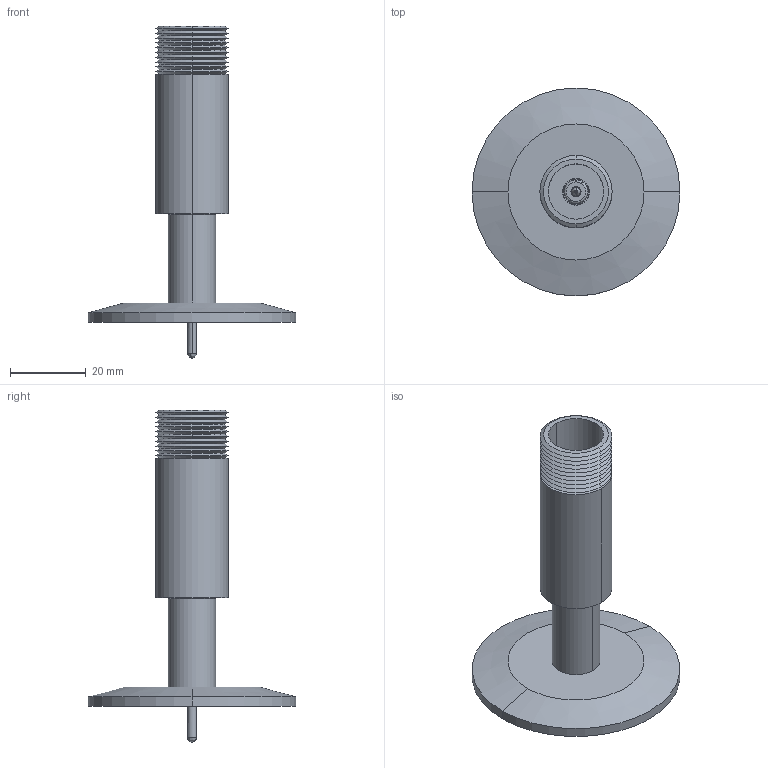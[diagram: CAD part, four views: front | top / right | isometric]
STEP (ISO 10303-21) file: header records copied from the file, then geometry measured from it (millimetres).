
FILE_DESCRIPTION (( 'STEP AP203' ), '1' );
FILE_NAME ('A2611-2-QF.STEP', '2011-10-18T13:00:44', ( '' ), ( '' ), 'SwSTEP 2.0', 'SolidWorks 2011', '' );
FILE_SCHEMA (( 'CONFIG_CONTROL_DESIGN' ));
Length unit declared in the file: inch
Products named in the file (1): A2611-2-QF
Bounding box: 54.86 x 54.86 x 87.6 mm (x, y, z)
Volume: 17272.4 mm3; surface area: 16308.4 mm2
Topology: 1 solids, 1 shells, 138 faces, 300 edges, 182 vertices
Faces by surface type: cone 60, cylinder 48, plane 20, bspline 10
Entity records: 3985 total; most frequent: CARTESIAN_POINT 795, DIRECTION 734, ORIENTED_EDGE 600, AXIS2_PLACEMENT_3D 313, EDGE_CURVE 300, CIRCLE 184, VERTEX_POINT 182, EDGE_LOOP 156
